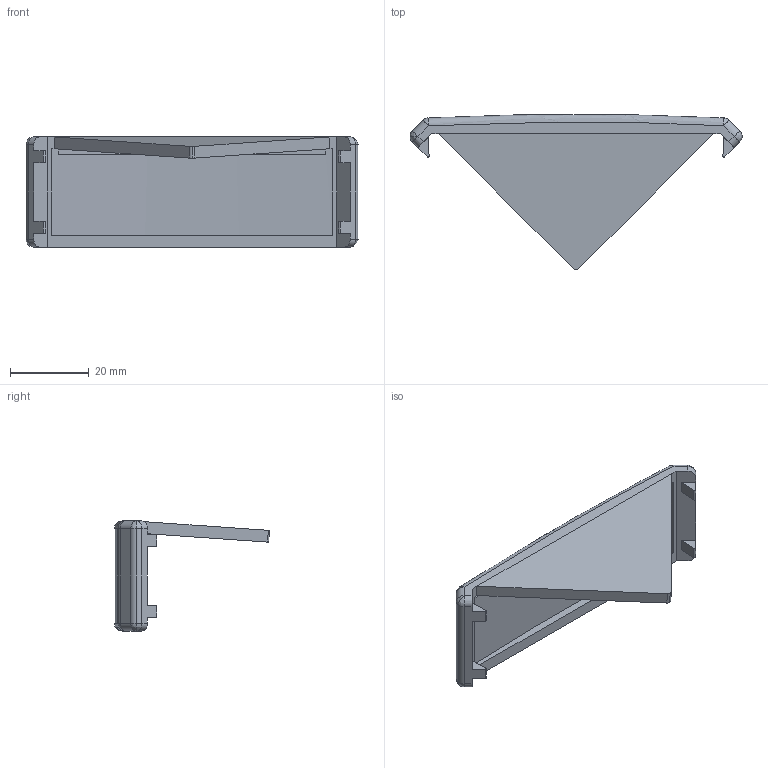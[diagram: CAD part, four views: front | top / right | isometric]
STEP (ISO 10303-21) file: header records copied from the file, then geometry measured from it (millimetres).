
FILE_DESCRIPTION (( 'STEP AP203' ), '1' );
FILE_NAME ('482523543_c_1.STEP', '2023-03-07T04:51:12', ( '' ), ( '' ), 'SwSTEP 2.0', 'SolidWorks 2014', '' );
FILE_SCHEMA (( 'CONFIG_CONTROL_DESIGN' ));
Length unit declared in the file: millimetre
Products named in the file (1): 482523543_c_1
Bounding box: 84.42 x 39.39 x 28 mm (x, y, z)
Volume: 11820 mm3; surface area: 8789.1 mm2
Topology: 1 solids, 1 shells, 70 faces, 178 edges, 104 vertices
Faces by surface type: plane 34, cylinder 24, bspline 12
Entity records: 2245 total; most frequent: CARTESIAN_POINT 533, DIRECTION 344, ORIENTED_EDGE 344, EDGE_CURVE 172, AXIS2_PLACEMENT_3D 115, LINE 114, VECTOR 114, VERTEX_POINT 104
